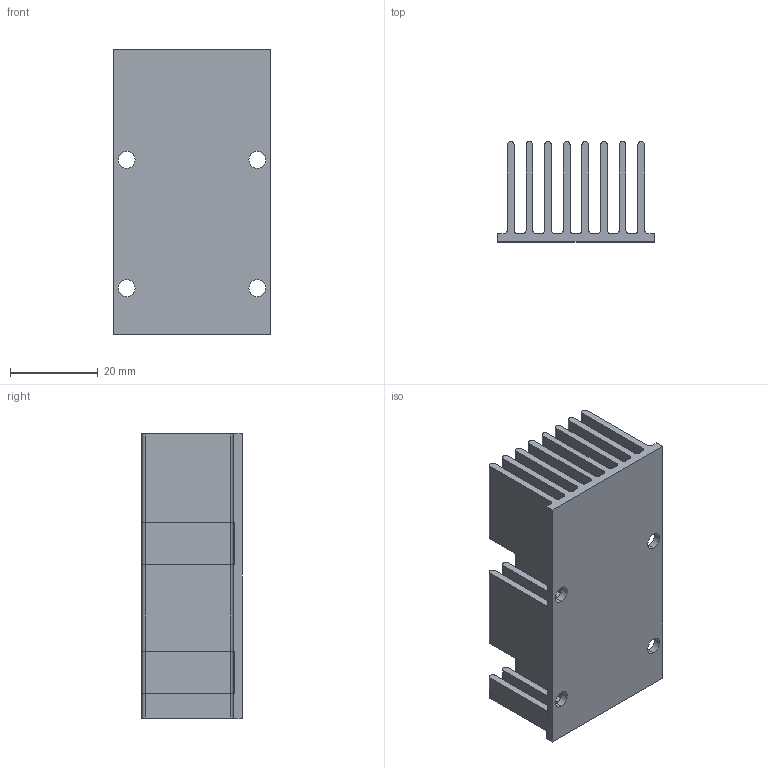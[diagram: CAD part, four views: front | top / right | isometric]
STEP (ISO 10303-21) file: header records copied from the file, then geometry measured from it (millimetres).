
FILE_DESCRIPTION (( 'STEP AP203' ), '1' );
FILE_NAME ('43807-05.STEP', '2016-05-04T14:37:18', ( 'Vicor User' ), ( 'Microsoft' ), 'SwSTEP 2.0', 'SolidWorks 2015', '' );
FILE_SCHEMA (( 'CONFIG_CONTROL_DESIGN' ));
Length unit declared in the file: millimetre
Products named in the file (2): Copy of 42596^43755; 43807-05
Assembly tree (1 placements, depth 2):
  43807-05
    Copy of 42596^43755
Bounding box: 35.56 x 22.86 x 64.65 mm (x, y, z)
Volume: 18321 mm3; surface area: 23907.2 mm2
Topology: 1 solids, 1 shells, 134 faces, 406 edges, 276 vertices
Faces by surface type: plane 68, cylinder 66
Entity records: 4838 total; most frequent: CARTESIAN_POINT 844, DIRECTION 814, ORIENTED_EDGE 812, EDGE_CURVE 406, AXIS2_PLACEMENT_3D 278, VERTEX_POINT 276, VECTOR 258, LINE 258
